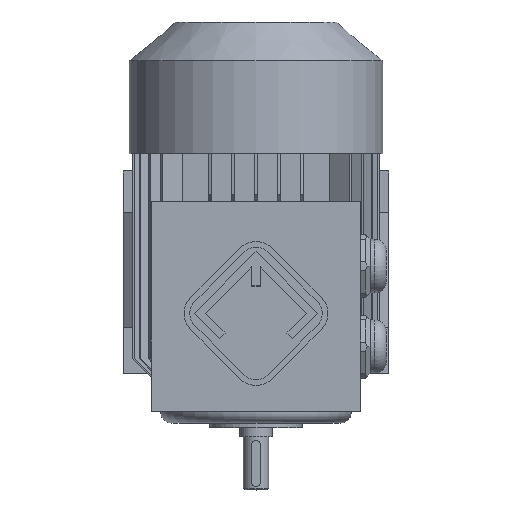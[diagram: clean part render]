
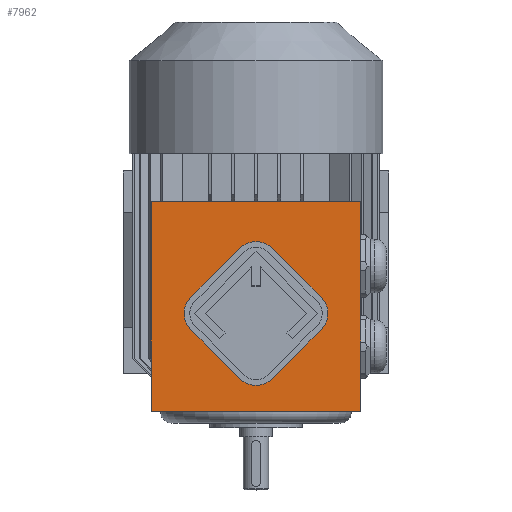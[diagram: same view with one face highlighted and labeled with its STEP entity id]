
A CAD part, top view. The second image highlights one B-rep face of the part: STEP entity #7962.
In plain terms, the highlighted planar face has unit normal (0, 0, 1).
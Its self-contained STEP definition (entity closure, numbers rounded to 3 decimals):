
#210=CIRCLE('',#8296,10.);
#211=CIRCLE('',#8297,10.);
#212=CIRCLE('',#8298,10.);
#213=CIRCLE('',#8299,10.);
#457=ORIENTED_EDGE('',*,*,#2195,.T.);
#458=ORIENTED_EDGE('',*,*,#2196,.T.);
#459=ORIENTED_EDGE('',*,*,#2197,.T.);
#460=ORIENTED_EDGE('',*,*,#2198,.T.);
#461=ORIENTED_EDGE('',*,*,#2199,.F.);
#462=ORIENTED_EDGE('',*,*,#2200,.F.);
#463=ORIENTED_EDGE('',*,*,#2201,.F.);
#464=ORIENTED_EDGE('',*,*,#2202,.F.);
#465=ORIENTED_EDGE('',*,*,#2203,.F.);
#466=ORIENTED_EDGE('',*,*,#2204,.F.);
#467=ORIENTED_EDGE('',*,*,#2205,.F.);
#468=ORIENTED_EDGE('',*,*,#2206,.F.);
#2195=EDGE_CURVE('',#3064,#3065,#3643,.T.);
#2196=EDGE_CURVE('',#3065,#3066,#3644,.T.);
#2197=EDGE_CURVE('',#3066,#3067,#3645,.T.);
#2198=EDGE_CURVE('',#3067,#3064,#3646,.T.);
#2199=EDGE_CURVE('',#3068,#3069,#210,.T.);
#2200=EDGE_CURVE('',#3070,#3068,#3647,.T.);
#2201=EDGE_CURVE('',#3071,#3070,#211,.T.);
#2202=EDGE_CURVE('',#3072,#3071,#3648,.T.);
#2203=EDGE_CURVE('',#3073,#3072,#212,.T.);
#2204=EDGE_CURVE('',#3074,#3073,#3649,.T.);
#2205=EDGE_CURVE('',#3075,#3074,#213,.T.);
#2206=EDGE_CURVE('',#3069,#3075,#3650,.T.);
#3064=VERTEX_POINT('',#10623);
#3065=VERTEX_POINT('',#10624);
#3066=VERTEX_POINT('',#10626);
#3067=VERTEX_POINT('',#10628);
#3068=VERTEX_POINT('',#10631);
#3069=VERTEX_POINT('',#10632);
#3070=VERTEX_POINT('',#10634);
#3071=VERTEX_POINT('',#10636);
#3072=VERTEX_POINT('',#10638);
#3073=VERTEX_POINT('',#10640);
#3074=VERTEX_POINT('',#10642);
#3075=VERTEX_POINT('',#10644);
#3643=LINE('',#10622,#4194);
#3644=LINE('',#10625,#4195);
#3645=LINE('',#10627,#4196);
#3646=LINE('',#10629,#4197);
#3647=LINE('',#10633,#4198);
#3648=LINE('',#10637,#4199);
#3649=LINE('',#10641,#4200);
#3650=LINE('',#10645,#4201);
#4194=VECTOR('',#8899,1000.);
#4195=VECTOR('',#8900,1000.);
#4196=VECTOR('',#8901,1000.);
#4197=VECTOR('',#8902,1000.);
#4198=VECTOR('',#8905,1000.);
#4199=VECTOR('',#8908,1000.);
#4200=VECTOR('',#8911,1000.);
#4201=VECTOR('',#8914,1000.);
#4730=EDGE_LOOP('',(#457,#458,#459,#460));
#4731=EDGE_LOOP('',(#461,#462,#463,#464,#465,#466,#467,#468));
#5097=FACE_BOUND('',#4730,.T.);
#5098=FACE_BOUND('',#4731,.T.);
#5464=PLANE('',#8295);
#7962=ADVANCED_FACE('',(#5097,#5098),#5464,.F.);
#8295=AXIS2_PLACEMENT_3D('',#10621,#8897,#8898);
#8296=AXIS2_PLACEMENT_3D('',#10630,#8903,#8904);
#8297=AXIS2_PLACEMENT_3D('',#10635,#8906,#8907);
#8298=AXIS2_PLACEMENT_3D('',#10639,#8909,#8910);
#8299=AXIS2_PLACEMENT_3D('',#10643,#8912,#8913);
#8897=DIRECTION('',(0.,0.,-1.));
#8898=DIRECTION('',(-1.,0.,0.));
#8899=DIRECTION('',(0.,1.,0.));
#8900=DIRECTION('',(-1.,0.,0.));
#8901=DIRECTION('',(0.,-1.,0.));
#8902=DIRECTION('',(1.,0.,0.));
#8903=DIRECTION('',(0.,0.,1.));
#8904=DIRECTION('',(0.,1.,0.));
#8905=DIRECTION('',(0.707,0.707,0.));
#8906=DIRECTION('',(0.,0.,1.));
#8907=DIRECTION('',(0.,1.,0.));
#8908=DIRECTION('',(0.707,-0.707,0.));
#8909=DIRECTION('',(0.,0.,1.));
#8910=DIRECTION('',(0.,1.,0.));
#8911=DIRECTION('',(-0.707,-0.707,0.));
#8912=DIRECTION('',(0.,0.,1.));
#8913=DIRECTION('',(0.,-1.,0.));
#8914=DIRECTION('',(-0.707,0.707,0.));
#10621=CARTESIAN_POINT('',(0.,0.,94.));
#10622=CARTESIAN_POINT('',(45.5,-10.,94.));
#10623=CARTESIAN_POINT('',(45.5,-10.,94.));
#10624=CARTESIAN_POINT('',(45.5,81.,94.));
#10625=CARTESIAN_POINT('',(45.5,81.,94.));
#10626=CARTESIAN_POINT('',(-45.5,81.,94.));
#10627=CARTESIAN_POINT('',(-45.5,81.,94.));
#10628=CARTESIAN_POINT('',(-45.5,-10.,94.));
#10629=CARTESIAN_POINT('',(-45.5,-10.,94.));
#10630=CARTESIAN_POINT('',(21.213,32.424,94.));
#10631=CARTESIAN_POINT('',(28.284,25.353,94.));
#10632=CARTESIAN_POINT('',(28.284,39.495,94.));
#10633=CARTESIAN_POINT('',(7.071,4.14,94.));
#10634=CARTESIAN_POINT('',(7.071,4.14,94.));
#10635=CARTESIAN_POINT('',(0.,11.211,94.));
#10636=CARTESIAN_POINT('',(-7.071,4.14,94.));
#10637=CARTESIAN_POINT('',(-28.284,25.353,94.));
#10638=CARTESIAN_POINT('',(-28.284,25.353,94.));
#10639=CARTESIAN_POINT('',(-21.213,32.424,94.));
#10640=CARTESIAN_POINT('',(-28.284,39.495,94.));
#10641=CARTESIAN_POINT('',(-7.071,60.709,94.));
#10642=CARTESIAN_POINT('',(-7.071,60.709,94.));
#10643=CARTESIAN_POINT('',(0.,53.637,94.));
#10644=CARTESIAN_POINT('',(7.071,60.709,94.));
#10645=CARTESIAN_POINT('',(28.284,39.495,94.));
